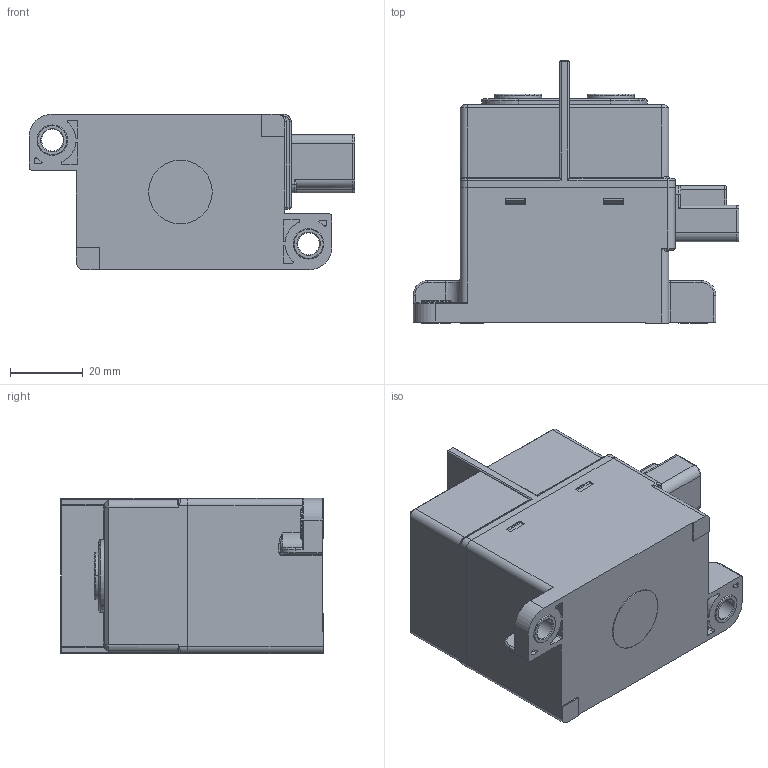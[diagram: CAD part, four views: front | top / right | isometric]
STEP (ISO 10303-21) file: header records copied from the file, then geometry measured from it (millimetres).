
FILE_DESCRIPTION((''),'2;1');
FILE_NAME('TOTAL_ASSY_SUB_GER-N250ST_20012_ASM','2020-01-21T',('jwyoo'),(''),'CREO PARAMETRIC BY PTC INC, 2015380','CREO PARAMETRIC BY PTC INC, 2015380','');
FILE_SCHEMA(('CONFIG_CONTROL_DESIGN'));
Length unit declared in the file: millimetre
Products named in the file (9): TERMINAL_COIL_A1_GER-N250ST_66; TERMINAL_COIL_A2_GER-N250ST_66; CONTACT_FIXED_GER-N250ST_75; FRAME_LOWER_GER-N250ST_67; RING_FRAME_LOWER_GER-100_63; RING_FRAME_LOWER_GER-100_1_63; FRAME_UPPER_GER-N250ST_78; TERMINAL_BLOCK_COIL_GER-100_63; TOTAL_ASSY_SUB_GER-N250ST_20012_ASM
Assembly tree (9 placements, depth 2):
  TOTAL_ASSY_SUB_GER-N250ST_20012_ASM
    TERMINAL_COIL_A1_GER-N250ST_66
    TERMINAL_COIL_A2_GER-N250ST_66
    CONTACT_FIXED_GER-N250ST_75  x2
    FRAME_LOWER_GER-N250ST_67
    RING_FRAME_LOWER_GER-100_63
    RING_FRAME_LOWER_GER-100_1_63
    FRAME_UPPER_GER-N250ST_78
    TERMINAL_BLOCK_COIL_GER-100_63
Bounding box: 89.55 x 72.2 x 42.7 mm (x, y, z)
Volume: 35036.9 mm3; surface area: 43019.9 mm2
Topology: 9 solids, 9 shells, 1146 faces, 3056 edges, 1949 vertices
Faces by surface type: plane 680, cylinder 326, cone 50, torus 42, bspline 36, sphere 12
Entity records: 36732 total; most frequent: CARTESIAN_POINT 8197, ORIENTED_EDGE 6012, DIRECTION 5808, EDGE_CURVE 3006, VECTOR 2160, LINE 2160, VERTEX_POINT 1926, AXIS2_PLACEMENT_3D 1824
